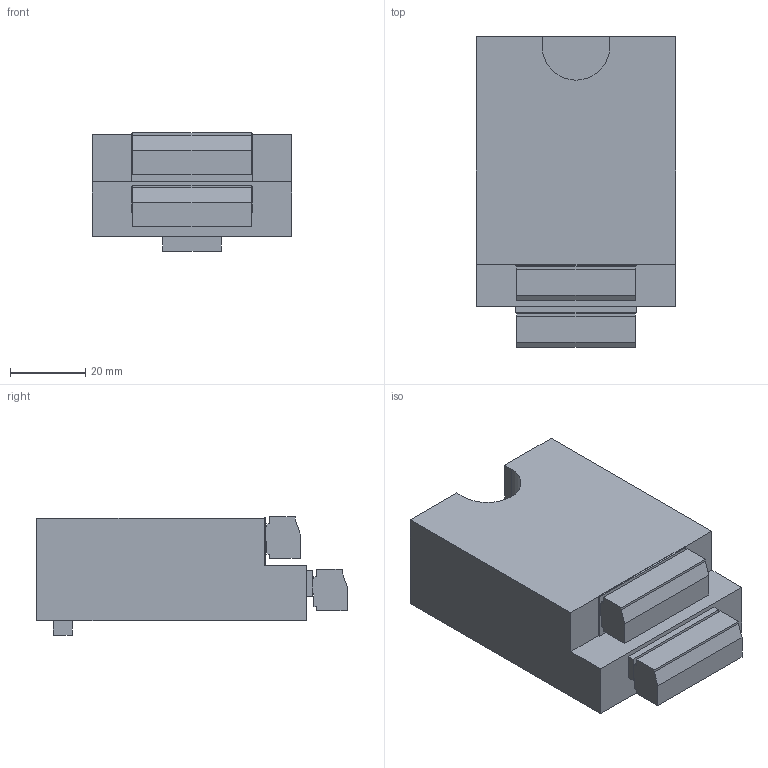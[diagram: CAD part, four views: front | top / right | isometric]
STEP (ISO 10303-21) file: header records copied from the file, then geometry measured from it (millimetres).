
FILE_DESCRIPTION (( 'STEP AP214' ), '1' );
FILE_NAME ('SSW900-PT100-W.STEP', '2024-09-11T13:40:46', ( '' ), ( '' ), 'SwSTEP 2.0', 'SolidWorks 2021', '' );
FILE_SCHEMA (( 'AUTOMOTIVE_DESIGN' ));
Length unit declared in the file: inch
Products named in the file (1): SSW900-PT100-W
Bounding box: 53.05 x 82.45 x 31.49 mm (x, y, z)
Volume: 100710.3 mm3; surface area: 16945.5 mm2
Topology: 1 solids, 1 shells, 58 faces, 154 edges, 102 vertices
Faces by surface type: plane 57, cylinder 1
Entity records: 1804 total; most frequent: CARTESIAN_POINT 315, ORIENTED_EDGE 308, DIRECTION 274, EDGE_CURVE 154, LINE 152, VECTOR 152, VERTEX_POINT 102, EDGE_LOOP 62
